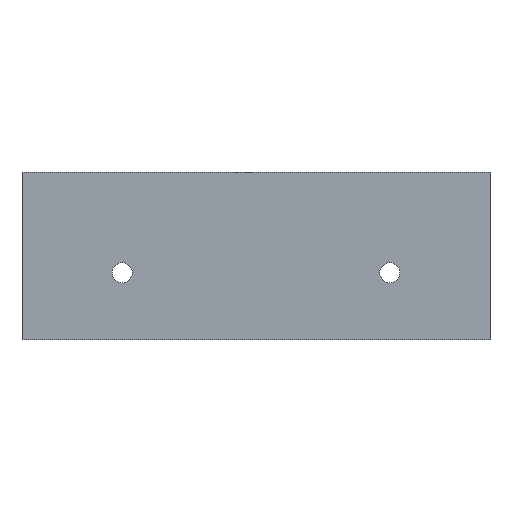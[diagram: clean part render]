
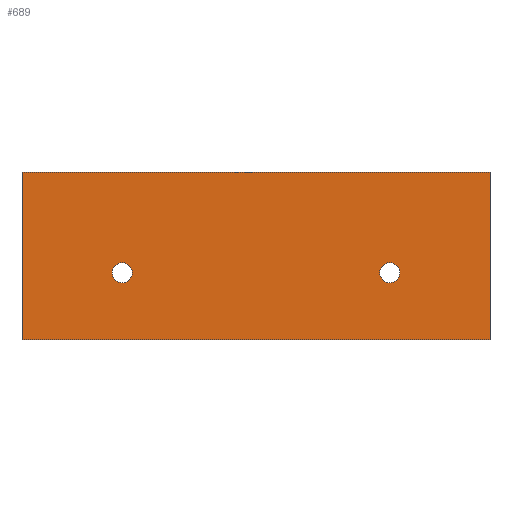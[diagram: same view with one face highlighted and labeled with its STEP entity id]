
A CAD part, front view. The second image highlights one B-rep face of the part: STEP entity #689.
In plain terms, the highlighted planar face has unit normal (0, -1, 0).
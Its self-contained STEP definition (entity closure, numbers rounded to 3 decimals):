
#539=CARTESIAN_POINT('Vertex',(107.,-5.,-25.)) ;
#553=CARTESIAN_POINT('Vertex',(113.,-5.,-25.)) ;
#556=CARTESIAN_POINT('Axis2P3D Location',(110.,-5.,-25.)) ;
#573=CARTESIAN_POINT('Axis2P3D Location',(110.,-5.,-25.)) ;
#596=CARTESIAN_POINT('Vertex',(27.,-5.,-25.)) ;
#610=CARTESIAN_POINT('Vertex',(33.,-5.,-25.)) ;
#613=CARTESIAN_POINT('Axis2P3D Location',(30.,-5.,-25.)) ;
#630=CARTESIAN_POINT('Axis2P3D Location',(30.,-5.,-25.)) ;
#642=CARTESIAN_POINT('Axis2P3D Location',(0.,-5.,0.)) ;
#647=CARTESIAN_POINT('Line Origine',(140.,-5.,-20.)) ;
#651=CARTESIAN_POINT('Vertex',(140.,-5.,5.)) ;
#653=CARTESIAN_POINT('Vertex',(140.,-5.,-45.)) ;
#656=CARTESIAN_POINT('Line Origine',(70.,-5.,5.)) ;
#660=CARTESIAN_POINT('Vertex',(0.,-5.,5.)) ;
#663=CARTESIAN_POINT('Line Origine',(0.,-5.,-20.)) ;
#667=CARTESIAN_POINT('Vertex',(0.,-5.,-45.)) ;
#670=CARTESIAN_POINT('Line Origine',(70.,-5.,-45.)) ;
#557=DIRECTION('Axis2P3D Direction',(0.,1.,-0.)) ;
#574=DIRECTION('Axis2P3D Direction',(0.,1.,-0.)) ;
#614=DIRECTION('Axis2P3D Direction',(0.,1.,-0.)) ;
#631=DIRECTION('Axis2P3D Direction',(0.,1.,-0.)) ;
#643=DIRECTION('Axis2P3D Direction',(0.,-1.,0.)) ;
#644=DIRECTION('Axis2P3D XDirection',(1.,0.,0.)) ;
#648=DIRECTION('Vector Direction',(0.,0.,1.)) ;
#657=DIRECTION('Vector Direction',(1.,0.,0.)) ;
#664=DIRECTION('Vector Direction',(0.,0.,-1.)) ;
#671=DIRECTION('Vector Direction',(-1.,0.,0.)) ;
#558=AXIS2_PLACEMENT_3D('Circle Axis2P3D',#556,#557,$) ;
#575=AXIS2_PLACEMENT_3D('Circle Axis2P3D',#573,#574,$) ;
#615=AXIS2_PLACEMENT_3D('Circle Axis2P3D',#613,#614,$) ;
#632=AXIS2_PLACEMENT_3D('Circle Axis2P3D',#630,#631,$) ;
#645=AXIS2_PLACEMENT_3D('Plane Axis2P3D',#642,#643,#644) ;
#676=ORIENTED_EDGE('',*,*,#655,.F.) ;
#677=ORIENTED_EDGE('',*,*,#662,.T.) ;
#678=ORIENTED_EDGE('',*,*,#669,.F.) ;
#679=ORIENTED_EDGE('',*,*,#674,.T.) ;
#682=ORIENTED_EDGE('',*,*,#560,.T.) ;
#683=ORIENTED_EDGE('',*,*,#577,.T.) ;
#686=ORIENTED_EDGE('',*,*,#617,.T.) ;
#687=ORIENTED_EDGE('',*,*,#634,.T.) ;
#684=FACE_BOUND('',#681,.T.) ;
#688=FACE_BOUND('',#685,.T.) ;
#649=VECTOR('Line Direction',#648,1.) ;
#658=VECTOR('Line Direction',#657,1.) ;
#665=VECTOR('Line Direction',#664,1.) ;
#672=VECTOR('Line Direction',#671,1.) ;
#689=ADVANCED_FACE('Corps principal',(#680,#684,#688),#646,.T.) ;
#559=CIRCLE('generated circle',#558,3.) ;
#576=CIRCLE('generated circle',#575,3.) ;
#616=CIRCLE('generated circle',#615,3.) ;
#633=CIRCLE('generated circle',#632,3.) ;
#560=EDGE_CURVE('',#540,#554,#559,.T.) ;
#577=EDGE_CURVE('',#554,#540,#576,.T.) ;
#617=EDGE_CURVE('',#597,#611,#616,.T.) ;
#634=EDGE_CURVE('',#611,#597,#633,.T.) ;
#655=EDGE_CURVE('',#652,#654,#650,.F.) ;
#662=EDGE_CURVE('',#652,#661,#659,.F.) ;
#669=EDGE_CURVE('',#668,#661,#666,.F.) ;
#674=EDGE_CURVE('',#668,#654,#673,.F.) ;
#675=EDGE_LOOP('',(#676,#677,#678,#679)) ;
#681=EDGE_LOOP('',(#682,#683)) ;
#685=EDGE_LOOP('',(#686,#687)) ;
#680=FACE_OUTER_BOUND('',#675,.T.) ;
#650=LINE('Line',#647,#649) ;
#659=LINE('Line',#656,#658) ;
#666=LINE('Line',#663,#665) ;
#673=LINE('Line',#670,#672) ;
#646=PLANE('Plane',#645) ;
#540=VERTEX_POINT('',#539) ;
#554=VERTEX_POINT('',#553) ;
#597=VERTEX_POINT('',#596) ;
#611=VERTEX_POINT('',#610) ;
#652=VERTEX_POINT('',#651) ;
#654=VERTEX_POINT('',#653) ;
#661=VERTEX_POINT('',#660) ;
#668=VERTEX_POINT('',#667) ;
